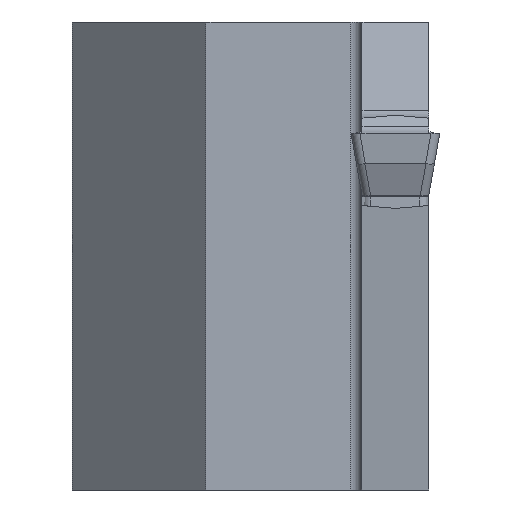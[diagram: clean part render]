
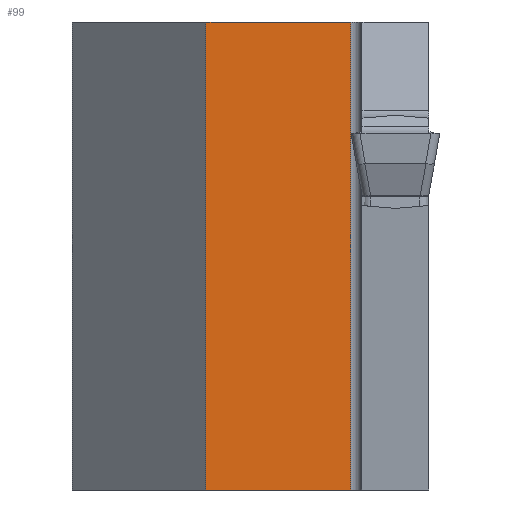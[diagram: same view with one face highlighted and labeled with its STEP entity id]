
A CAD part, left-side view. The second image highlights one B-rep face of the part: STEP entity #99.
In plain terms, the highlighted planar face has unit normal (-1, 0, 0).
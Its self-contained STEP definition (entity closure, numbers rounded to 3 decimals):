
#99=ADVANCED_FACE('',(#194),#155,.T.);
#155=PLANE('',#1112);
#194=FACE_OUTER_BOUND('',#250,.T.);
#250=EDGE_LOOP('',(#335,#336,#337,#338));
#335=ORIENTED_EDGE('',*,*,#751,.F.);
#336=ORIENTED_EDGE('',*,*,#752,.T.);
#337=ORIENTED_EDGE('',*,*,#753,.T.);
#338=ORIENTED_EDGE('',*,*,#754,.T.);
#647=VERTEX_POINT('',#1559);
#648=VERTEX_POINT('',#1560);
#649=VERTEX_POINT('',#1562);
#650=VERTEX_POINT('',#1564);
#751=EDGE_CURVE('',#647,#648,#904,.T.);
#752=EDGE_CURVE('',#647,#649,#905,.T.);
#753=EDGE_CURVE('',#649,#650,#906,.T.);
#754=EDGE_CURVE('',#650,#648,#907,.T.);
#904=LINE('',#1558,#1014);
#905=LINE('',#1561,#1015);
#906=LINE('',#1563,#1016);
#907=LINE('',#1565,#1017);
#1014=VECTOR('',#1235,1.);
#1015=VECTOR('',#1236,1.);
#1016=VECTOR('',#1237,1.);
#1017=VECTOR('',#1238,1.);
#1112=AXIS2_PLACEMENT_3D('',#1566,#1239,#1240);
#1235=DIRECTION('',(0.,-1.,0.));
#1236=DIRECTION('',(0.,0.,-1.));
#1237=DIRECTION('',(0.,-1.,0.));
#1238=DIRECTION('',(0.,0.,1.));
#1239=DIRECTION('',(-1.,0.,0.));
#1240=DIRECTION('',(0.,0.,1.));
#1558=CARTESIAN_POINT('',(33.,36.,10.));
#1559=CARTESIAN_POINT('',(33.,20.,10.));
#1560=CARTESIAN_POINT('',(33.,7.,10.));
#1561=CARTESIAN_POINT('',(33.,20.,70.));
#1562=CARTESIAN_POINT('',(33.,20.,-32.));
#1563=CARTESIAN_POINT('',(33.,36.,-32.));
#1564=CARTESIAN_POINT('',(33.,7.,-32.));
#1565=CARTESIAN_POINT('',(33.,7.,10.));
#1566=CARTESIAN_POINT('',(33.,36.,10.));
